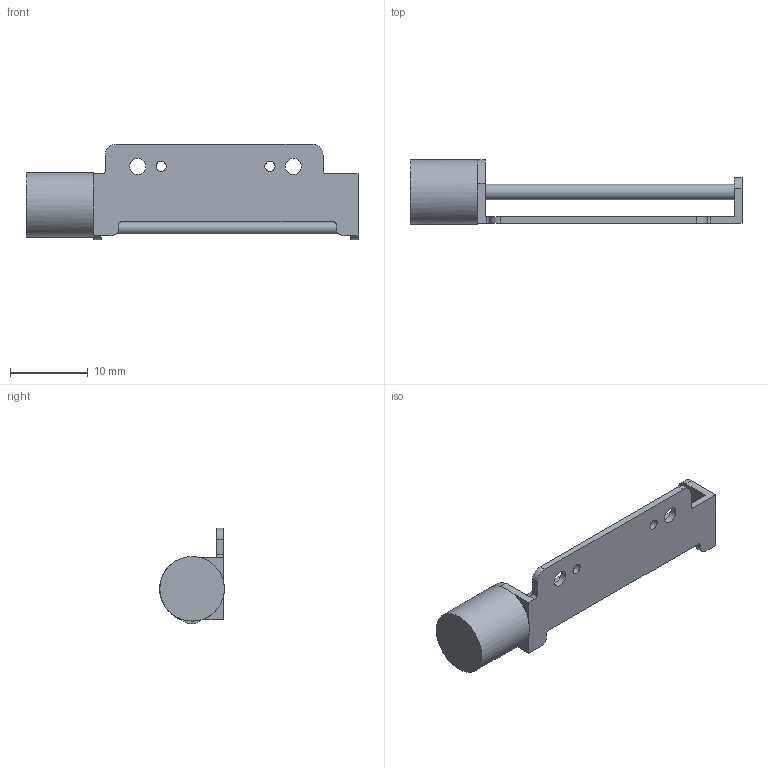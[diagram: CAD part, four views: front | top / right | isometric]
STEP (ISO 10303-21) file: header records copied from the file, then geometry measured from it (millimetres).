
FILE_DESCRIPTION(('FreeCAD Model'),'2;1');
FILE_NAME('Open CASCADE Shape Model','2025-02-13T21:53:56',(''),(''), 'Open CASCADE STEP processor 7.6','FreeCAD','Unknown');
FILE_SCHEMA(('AUTOMOTIVE_DESIGN { 1 0 10303 214 1 1 1 1 }'));
Length unit declared in the file: millimetre
Products named in the file (3): MicroStepperSpindle; SOLID001; COMPOUND001
Assembly tree (2 placements, depth 2):
  MicroStepperSpindle
    SOLID001
    COMPOUND001
Bounding box: 42.7 x 8.33 x 12.3 mm (x, y, z)
Volume: 990.4 mm3; surface area: 1507.6 mm2
Topology: 1 solids, 1 shells, 42 faces, 121 edges, 92 vertices
Faces by surface type: cylinder 21, plane 21
Full cylindrical faces by diameter (mm): 1.3 x2, 1.5 x1, 2 x1, 2.1 x2, 8.3 x1
Entity records: 1552 total; most frequent: CARTESIAN_POINT 263, DIRECTION 260, ORIENTED_EDGE 232, EDGE_CURVE 116, AXIS2_PLACEMENT_3D 95, VERTEX_POINT 76, LINE 70, VECTOR 70
